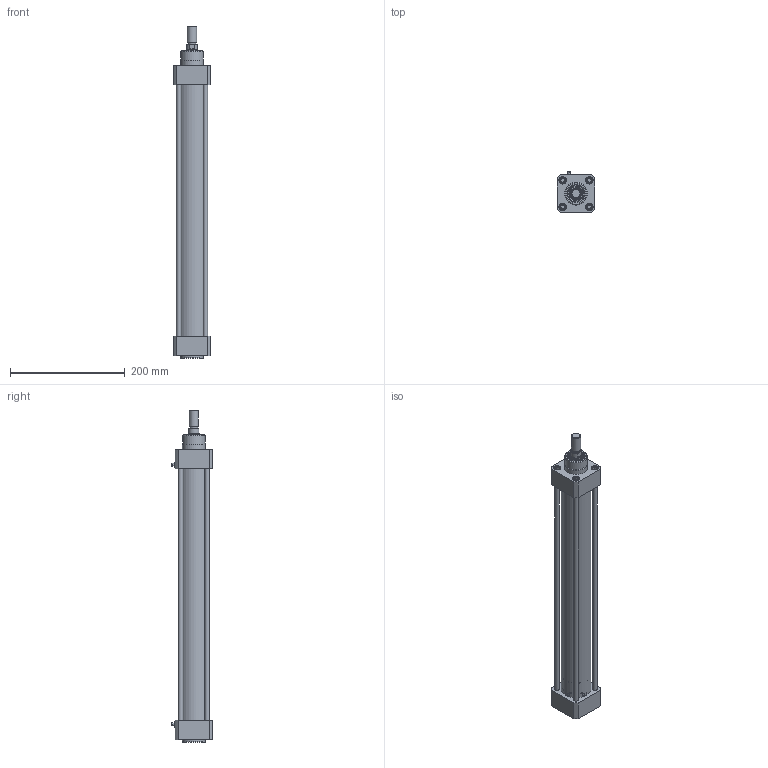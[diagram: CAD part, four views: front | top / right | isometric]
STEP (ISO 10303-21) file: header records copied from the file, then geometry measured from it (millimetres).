
FILE_DESCRIPTION(/* description */ (''),/* implementation_level */ '2;1');
FILE_NAME(/* name */ 'tm_50-400_es.stp',/* time_stamp */ '2017-09-06T12:53:45+02:00',/* author */ ('leitheußer'),/* organization */ (''),/* preprocessor_version */ 'ST-DEVELOPER v15.6',/* originating_system */ 'Autodesk Inventor LT ',/* authorisation */ '');
FILE_SCHEMA (('AUTOMOTIVE_DESIGN { 1 0 10303 214 3 1 1 }'));
Length unit declared in the file: millimetre
Products named in the file (1): CDEMA050_0400_XF
Bounding box: 65 x 71.5 x 579 mm (x, y, z)
Volume: 675348.9 mm3; surface area: 340825.2 mm2
Topology: 32 solids, 32 shells, 587 faces, 1234 edges, 763 vertices
Faces by surface type: plane 267, cylinder 163, cone 104, torus 53
Full cylindrical faces by diameter (mm): 2.5 x2, 3 x2, 4 x2, 5 x4, 5.4 x2, 5.459 x2, 6 x2, 6.5 x4, 6.647 x8, 7.4 x2, 7.8 x4, 8 x12, 8.1 x8, 8.376 x1, 9.5 x2, 10 x3, 11.445 x2, 12 x8, 12.5 x8, 13.55 x1, 16 x1, 19 x7, 20 x4, 20.05 x2, 24 x2, 25 x4, 26 x2, 29 x2, 30 x4, 33 x4
Entity records: 14193 total; most frequent: CARTESIAN_POINT 2658, DIRECTION 2526, ORIENTED_EDGE 1802, AXIS2_PLACEMENT_3D 1105, EDGE_LOOP 998, EDGE_CURVE 901, VERTEX_POINT 713, FACE_OUTER_BOUND 587
